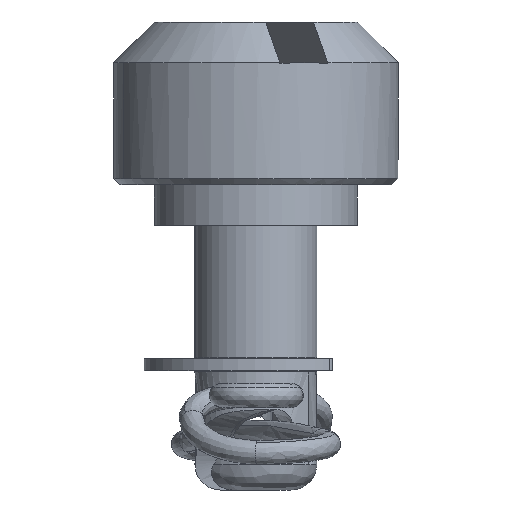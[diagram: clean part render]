
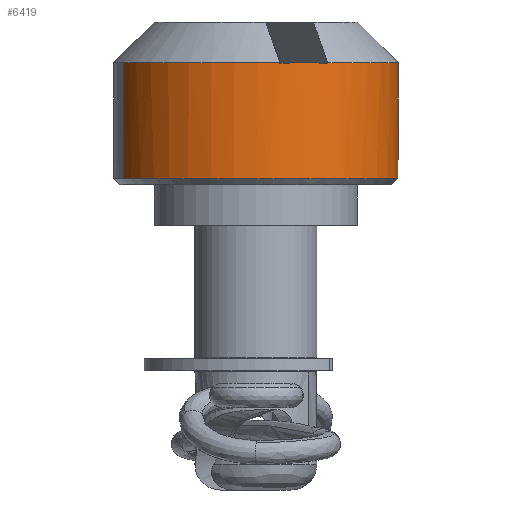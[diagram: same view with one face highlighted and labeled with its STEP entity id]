
A CAD part, left-side view. The second image highlights one B-rep face of the part: STEP entity #6419.
In plain terms, the highlighted free-form (B-spline) face has degree [2, 1] with [5, 2] control points.
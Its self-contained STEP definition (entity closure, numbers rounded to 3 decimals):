
#6050=CARTESIAN_POINT('',(-2.565,6.513,12.502));
#6051=VERTEX_POINT('',#6050);
#6106=CARTESIAN_POINT('',(0.549,-6.978,12.502));
#6107=VERTEX_POINT('',#6106);
#6113=CARTESIAN_POINT('',(-7.0,0.0,12.502));
#6114=VERTEX_POINT('',#6113);
#6115=CARTESIAN_POINT('',(0.549,-6.978,12.502));
#6116=CARTESIAN_POINT('',(0.275,-7.,12.502));
#6117=CARTESIAN_POINT('',(0.0,-7.0,12.502));
#6118=CARTESIAN_POINT('',(-7.,-7.,12.502));
#6119=CARTESIAN_POINT('',(-7.0,0.0,12.502));
#6127=(BOUNDED_CURVE()B_SPLINE_CURVE(2,(#6115,#6116,#6117,#6118,#6119),.UNSPECIFIED.,.F.,.U.)B_SPLINE_CURVE_WITH_KNOTS((3,2,3),(0.736,0.75,1.0),.UNSPECIFIED.)CURVE()GEOMETRIC_REPRESENTATION_ITEM()RATIONAL_B_SPLINE_CURVE((0.97,0.984,1.0,0.707,1.0))REPRESENTATION_ITEM(''));
#6128=EDGE_CURVE('',#6107,#6114,#6127,.T.);
#6130=CARTESIAN_POINT('',(-7.0,0.0,12.502));
#6131=CARTESIAN_POINT('',(-7.,4.767,12.502));
#6132=CARTESIAN_POINT('',(-2.565,6.513,12.502));
#6140=(BOUNDED_CURVE()B_SPLINE_CURVE(2,(#6130,#6131,#6132),.UNSPECIFIED.,.F.,.U.)B_SPLINE_CURVE_WITH_KNOTS((3,3),(0.0,0.188),.UNSPECIFIED.)CURVE()GEOMETRIC_REPRESENTATION_ITEM()RATIONAL_B_SPLINE_CURVE((1.0,0.78,0.891))REPRESENTATION_ITEM(''));
#6141=EDGE_CURVE('',#6114,#6051,#6140,.T.);
#6181=CARTESIAN_POINT('',(2.188,-6.649,12.502));
#6182=VERTEX_POINT('',#6181);
#6196=CARTESIAN_POINT('',(2.188,-6.649,12.502));
#6197=CARTESIAN_POINT('',(1.388,-6.912,12.502));
#6198=CARTESIAN_POINT('',(0.549,-6.978,12.502));
#6206=(BOUNDED_CURVE()B_SPLINE_CURVE(2,(#6196,#6197,#6198),.UNSPECIFIED.,.F.,.U.)B_SPLINE_CURVE_WITH_KNOTS((3,3),(0.697,0.736),.UNSPECIFIED.)CURVE()GEOMETRIC_REPRESENTATION_ITEM()RATIONAL_B_SPLINE_CURVE((0.902,0.929,0.97))REPRESENTATION_ITEM(''));
#6207=EDGE_CURVE('',#6182,#6107,#6206,.T.);
#6267=CARTESIAN_POINT('',(-2.565,6.513,18.202));
#6268=VERTEX_POINT('',#6267);
#6269=CARTESIAN_POINT('',(-2.565,6.513,18.202));
#6270=CARTESIAN_POINT('',(-2.565,6.513,12.502));
#6271=QUASI_UNIFORM_CURVE('',1,(#6269,#6270),.UNSPECIFIED.,.F.,.U.);
#6272=EDGE_CURVE('',#6268,#6051,#6271,.T.);
#6315=CARTESIAN_POINT('',(2.188,-6.649,18.202));
#6316=VERTEX_POINT('',#6315);
#6332=CARTESIAN_POINT('',(2.188,-6.649,18.202));
#6333=CARTESIAN_POINT('',(2.188,-6.649,12.502));
#6334=QUASI_UNIFORM_CURVE('',1,(#6332,#6333),.UNSPECIFIED.,.F.,.U.);
#6335=EDGE_CURVE('',#6316,#6182,#6334,.T.);
#6342=CARTESIAN_POINT('',(2.188,-6.649,18.345));
#6343=CARTESIAN_POINT('',(-4.461,-8.837,18.345));
#6344=CARTESIAN_POINT('',(-6.649,-2.188,18.345));
#6345=CARTESIAN_POINT('',(-8.715,4.091,18.345));
#6346=CARTESIAN_POINT('',(-2.565,6.513,18.345));
#6347=CARTESIAN_POINT('',(2.188,-6.649,12.356));
#6348=CARTESIAN_POINT('',(-4.461,-8.837,12.356));
#6349=CARTESIAN_POINT('',(-6.649,-2.188,12.356));
#6350=CARTESIAN_POINT('',(-8.715,4.091,12.356));
#6351=CARTESIAN_POINT('',(-2.565,6.513,12.356));
#6359=(BOUNDED_SURFACE()B_SPLINE_SURFACE(2,1,((#6342,#6347),(#6343,#6348),(#6344,#6349),(#6345,#6350),(#6346,#6351)),.UNSPECIFIED.,.F.,.F.,.U.)B_SPLINE_SURFACE_WITH_KNOTS((3,2,3),(2,2),(0.0,11.598,22.732),(0.0,5.989),.UNSPECIFIED.)GEOMETRIC_REPRESENTATION_ITEM()RATIONAL_B_SPLINE_SURFACE(((1.0,1.0),(0.707,0.707),(1.0,1.0),(0.719,0.719),(0.978,0.978)))REPRESENTATION_ITEM('')SURFACE());
#6360=ORIENTED_EDGE('',*,*,#6141,.F.);
#6361=ORIENTED_EDGE('',*,*,#6128,.F.);
#6362=ORIENTED_EDGE('',*,*,#6207,.F.);
#6363=ORIENTED_EDGE('',*,*,#6335,.F.);
#6364=CARTESIAN_POINT('',(-6.045,-3.53,18.202));
#6365=VERTEX_POINT('',#6364);
#6366=CARTESIAN_POINT('',(2.188,-6.649,18.202));
#6367=CARTESIAN_POINT('',(-3.19,-8.419,18.202));
#6368=CARTESIAN_POINT('',(-6.045,-3.53,18.202));
#6376=(BOUNDED_CURVE()B_SPLINE_CURVE(2,(#6366,#6367,#6368),.UNSPECIFIED.,.F.,.U.)B_SPLINE_CURVE_WITH_KNOTS((3,3),(0.512,1.0),.UNSPECIFIED.)CURVE()GEOMETRIC_REPRESENTATION_ITEM()RATIONAL_B_SPLINE_CURVE((0.989,0.773,1.0))REPRESENTATION_ITEM(''));
#6377=EDGE_CURVE('',#6316,#6365,#6376,.T.);
#6378=ORIENTED_EDGE('',*,*,#6377,.T.);
#6379=CARTESIAN_POINT('',(-6.045,-3.53,18.179));
#6380=VERTEX_POINT('',#6379);
#6381=CARTESIAN_POINT('',(-6.045,-3.53,18.202));
#6382=CARTESIAN_POINT('',(-6.045,-3.53,18.179));
#6383=QUASI_UNIFORM_CURVE('',1,(#6381,#6382),.UNSPECIFIED.,.F.,.U.);
#6384=EDGE_CURVE('',#6365,#6380,#6383,.T.);
#6385=ORIENTED_EDGE('',*,*,#6384,.T.);
#6386=CARTESIAN_POINT('',(-6.9,-1.181,18.179));
#6387=VERTEX_POINT('',#6386);
#6388=CARTESIAN_POINT('',(-6.045,-3.53,18.179));
#6389=CARTESIAN_POINT('',(-6.258,-3.165,18.19));
#6390=CARTESIAN_POINT('',(-6.613,-2.407,18.2));
#6391=CARTESIAN_POINT('',(-6.828,-1.598,18.19));
#6392=CARTESIAN_POINT('',(-6.9,-1.181,18.179));
#6393=B_SPLINE_CURVE_WITH_KNOTS('',3,(#6388,#6389,#6390,#6391,#6392),.UNSPECIFIED.,.F.,.U.,(4,1,4),(0.0,0.5,1.0),.UNSPECIFIED.);
#6394=EDGE_CURVE('',#6380,#6387,#6393,.T.);
#6395=ORIENTED_EDGE('',*,*,#6394,.T.);
#6396=CARTESIAN_POINT('',(-6.9,-1.181,18.202));
#6397=VERTEX_POINT('',#6396);
#6398=CARTESIAN_POINT('',(-6.9,-1.181,18.202));
#6399=CARTESIAN_POINT('',(-6.9,-1.181,18.179));
#6400=QUASI_UNIFORM_CURVE('',1,(#6398,#6399),.UNSPECIFIED.,.F.,.U.);
#6401=EDGE_CURVE('',#6397,#6387,#6400,.T.);
#6402=ORIENTED_EDGE('',*,*,#6401,.F.);
#6403=CARTESIAN_POINT('',(-6.9,-1.181,18.202));
#6404=CARTESIAN_POINT('',(-7.86,4.428,18.202));
#6405=CARTESIAN_POINT('',(-2.565,6.513,18.202));
#6413=(BOUNDED_CURVE()B_SPLINE_CURVE(2,(#6403,#6404,#6405),.UNSPECIFIED.,.F.,.U.)B_SPLINE_CURVE_WITH_KNOTS((3,3),(0.0,0.49),.UNSPECIFIED.)CURVE()GEOMETRIC_REPRESENTATION_ITEM()RATIONAL_B_SPLINE_CURVE((1.0,0.772,0.991))REPRESENTATION_ITEM(''));
#6414=EDGE_CURVE('',#6397,#6268,#6413,.T.);
#6415=ORIENTED_EDGE('',*,*,#6414,.T.);
#6416=ORIENTED_EDGE('',*,*,#6272,.T.);
#6417=EDGE_LOOP('',(#6360,#6361,#6362,#6363,#6378,#6385,#6395,#6402,#6415,#6416));
#6418=FACE_OUTER_BOUND('',#6417,.T.);
#6419=ADVANCED_FACE('',(#6418),#6359,.T.);
